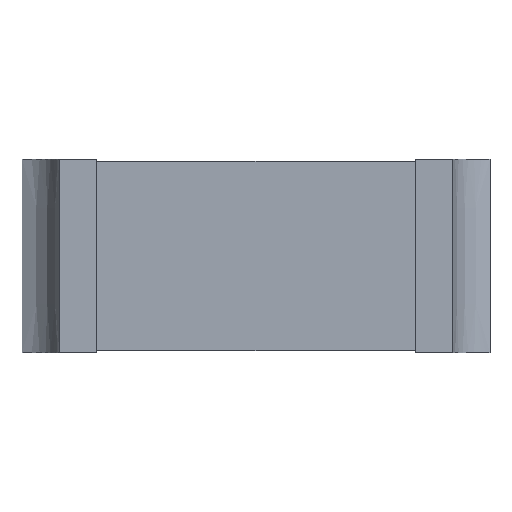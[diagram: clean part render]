
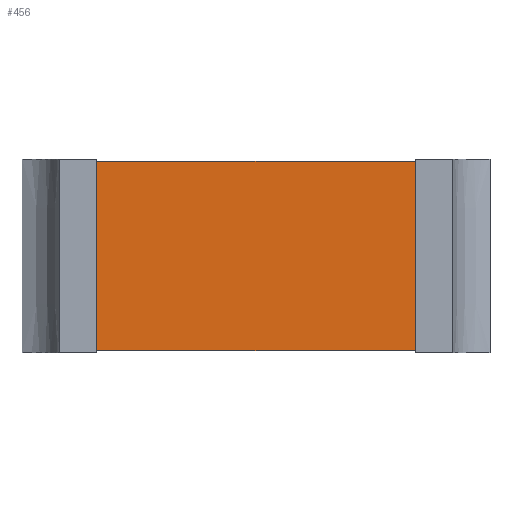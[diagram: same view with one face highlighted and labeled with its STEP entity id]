
A CAD part, top view. The second image highlights one B-rep face of the part: STEP entity #456.
In plain terms, the highlighted planar face has unit normal (0, 0, 1).
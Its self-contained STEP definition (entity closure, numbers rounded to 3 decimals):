
#456=ADVANCED_FACE('',(#594),#596,.T.);
#594=FACE_BOUND('',#595,.T.);
#595=EDGE_LOOP('',(#737,#738,#739,#740));
#596=PLANE('',#597);
#597=AXIS2_PLACEMENT_3D('',#598,#599,#600);
#598=CARTESIAN_POINT('',(0.,0.,0.735));
#599=DIRECTION('',(0.,0.,1.));
#600=DIRECTION('',(1.,0.,0.));
#737=ORIENTED_EDGE('',*,*,#807,.F.);
#738=ORIENTED_EDGE('',*,*,#815,.T.);
#739=ORIENTED_EDGE('',*,*,#814,.T.);
#740=ORIENTED_EDGE('',*,*,#818,.F.);
#807=EDGE_CURVE('',#877,#878,#879,.T.);
#814=EDGE_CURVE('',#886,#890,#892,.T.);
#815=EDGE_CURVE('',#877,#886,#893,.T.);
#818=EDGE_CURVE('',#878,#890,#896,.T.);
#877=VERTEX_POINT('',#1015);
#878=VERTEX_POINT('',#1016);
#879=LINE('',#1017,#1018);
#886=VERTEX_POINT('',#1032);
#890=VERTEX_POINT('',#1040);
#892=LINE('',#1044,#1045);
#893=LINE('',#1047,#1048);
#896=LINE('',#1056,#1057);
#1015=CARTESIAN_POINT('',(0.,0.,0.735));
#1016=CARTESIAN_POINT('',(0.,3.038,0.735));
#1017=CARTESIAN_POINT('',(0.,0.,0.735));
#1018=VECTOR('',#1019,1.);
#1019=DIRECTION('',(0.,1.,0.));
#1032=CARTESIAN_POINT('',(5.1,0.,0.735));
#1040=CARTESIAN_POINT('',(5.1,3.038,0.735));
#1044=CARTESIAN_POINT('',(5.1,0.,0.735));
#1045=VECTOR('',#1046,1.);
#1046=DIRECTION('',(0.,1.,0.));
#1047=CARTESIAN_POINT('',(0.,0.,0.735));
#1048=VECTOR('',#1049,1.);
#1049=DIRECTION('',(1.,0.,0.));
#1056=CARTESIAN_POINT('',(0.,3.038,0.735));
#1057=VECTOR('',#1058,1.);
#1058=DIRECTION('',(1.,0.,0.));
